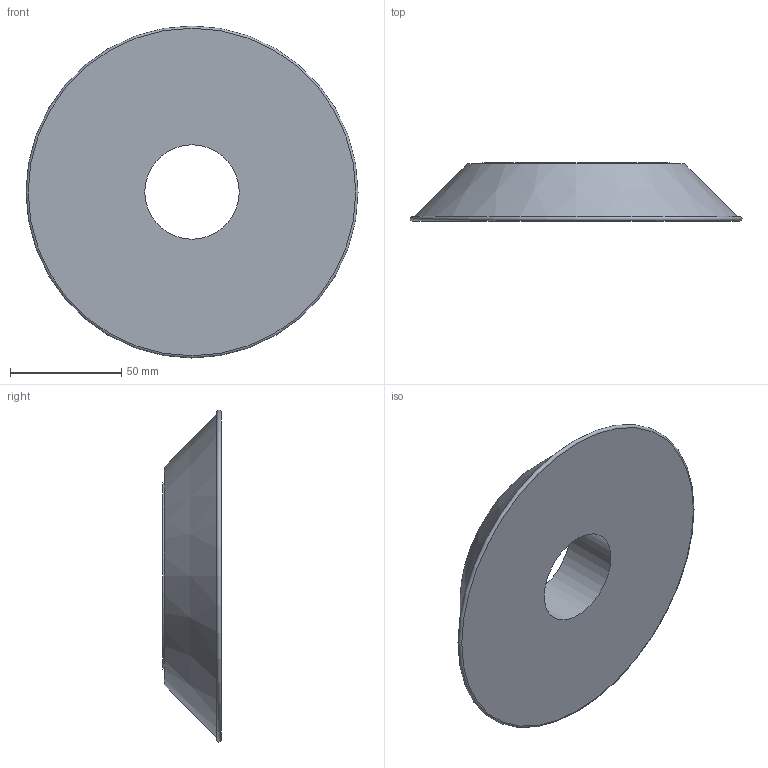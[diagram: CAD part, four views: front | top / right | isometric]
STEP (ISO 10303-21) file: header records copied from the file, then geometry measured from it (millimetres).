
FILE_DESCRIPTION(/* description */ (''),/* implementation_level */ '2;1');
FILE_NAME(/* name */ 'vdlerg150dm42nit.stp',/* time_stamp */ '2020-10-05T10:08:51+02:00',/* author */ ('enginyeria'),/* organization */ (''),/* preprocessor_version */ 'ST-DEVELOPER v17.2',/* originating_system */ 'Autodesk Inventor 2019',/* authorisation */ '');
FILE_SCHEMA (('CONFIG_CONTROL_DESIGN'));
Length unit declared in the file: millimetre
Products named in the file (1): vdlerg150dm42nit
Bounding box: 149.51 x 26.2 x 149.51 mm (x, y, z)
Volume: 278163.1 mm3; surface area: 41407.3 mm2
Topology: 1 solids, 1 shells, 21 faces, 50 edges, 38 vertices
Faces by surface type: plane 9, cylinder 7, cone 4, torus 1
Full cylindrical faces by diameter (mm): 4 x1, 6.647 x3, 9.1 x1, 42.5 x1, 84 x1
Entity records: 723 total; most frequent: DIRECTION 133, CARTESIAN_POINT 110, ORIENTED_EDGE 100, AXIS2_PLACEMENT_3D 61, EDGE_CURVE 50, CIRCLE 39, VERTEX_POINT 38, EDGE_LOOP 30
